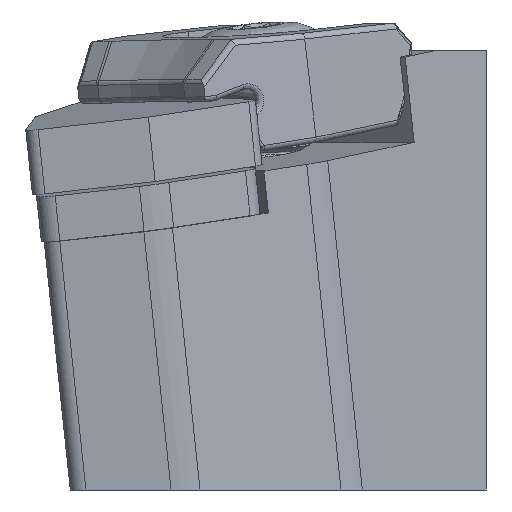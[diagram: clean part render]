
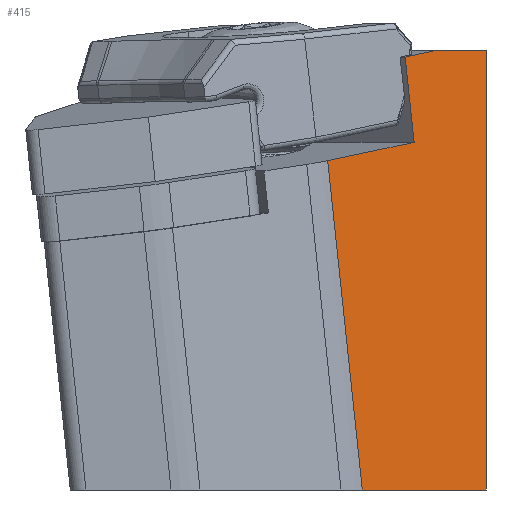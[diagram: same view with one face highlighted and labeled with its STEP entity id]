
A CAD part, left-side view. The second image highlights one B-rep face of the part: STEP entity #415.
In plain terms, the highlighted planar face has unit normal (-0.703, -0.711, 0).
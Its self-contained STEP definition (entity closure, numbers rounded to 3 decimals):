
#415=ADVANCED_FACE('',(#674),#595,.F.);
#595=PLANE('',#3350);
#674=FACE_OUTER_BOUND('',#849,.T.);
#849=EDGE_LOOP('',(#1581,#1582,#1583,#1584,#1585,#1586,#1587));
#1037=LINE('',#4468,#1274);
#1056=LINE('',#4587,#1293);
#1076=LINE('',#4635,#1313);
#1077=LINE('',#4637,#1314);
#1078=LINE('',#4638,#1315);
#1079=LINE('',#4640,#1316);
#1080=LINE('',#4642,#1317);
#1274=VECTOR('',#3633,1.);
#1293=VECTOR('',#3662,1.);
#1313=VECTOR('',#3702,1.);
#1314=VECTOR('',#3705,1.);
#1315=VECTOR('',#3706,1.);
#1316=VECTOR('',#3707,1.);
#1317=VECTOR('',#3708,1.);
#1581=ORIENTED_EDGE('',*,*,#2809,.F.);
#1582=ORIENTED_EDGE('',*,*,#2835,.F.);
#1583=ORIENTED_EDGE('',*,*,#2834,.F.);
#1584=ORIENTED_EDGE('',*,*,#2836,.F.);
#1585=ORIENTED_EDGE('',*,*,#2837,.F.);
#1586=ORIENTED_EDGE('',*,*,#2838,.F.);
#1587=ORIENTED_EDGE('',*,*,#2782,.F.);
#2477=VERTEX_POINT('',#4467);
#2478=VERTEX_POINT('',#4469);
#2501=VERTEX_POINT('',#4586);
#2518=VERTEX_POINT('',#4632);
#2519=VERTEX_POINT('',#4634);
#2520=VERTEX_POINT('',#4639);
#2521=VERTEX_POINT('',#4641);
#2782=EDGE_CURVE('',#2477,#2478,#1037,.T.);
#2809=EDGE_CURVE('',#2501,#2477,#1056,.T.);
#2834=EDGE_CURVE('',#2519,#2518,#1076,.T.);
#2835=EDGE_CURVE('',#2518,#2501,#1077,.T.);
#2836=EDGE_CURVE('',#2520,#2519,#1078,.T.);
#2837=EDGE_CURVE('',#2521,#2520,#1079,.T.);
#2838=EDGE_CURVE('',#2478,#2521,#1080,.T.);
#3350=AXIS2_PLACEMENT_3D('',#4643,#3709,#3710);
#3633=DIRECTION('',(0.703,-0.696,0.147));
#3662=DIRECTION('',(-0.105,0.104,0.989));
#3702=DIRECTION('',(-0.105,0.104,0.989));
#3705=DIRECTION('',(0.703,-0.696,0.147));
#3706=DIRECTION('',(-0.711,0.703,0.));
#3707=DIRECTION('',(-0.001,0.,-1.));
#3708=DIRECTION('',(0.711,-0.703,0.));
#3709=DIRECTION('',(0.703,0.711,0.));
#3710=DIRECTION('',(0.711,-0.703,0.));
#4467=CARTESIAN_POINT('',(12.783,-26.364,5.079));
#4468=CARTESIAN_POINT('',(6.71,-20.357,3.806));
#4469=CARTESIAN_POINT('',(14.793,-28.351,5.5));
#4586=CARTESIAN_POINT('',(13.409,-26.986,-0.847));
#4587=CARTESIAN_POINT('',(16.521,-30.081,-30.291));
#4632=CARTESIAN_POINT('',(7.336,-20.98,-2.12));
#4634=CARTESIAN_POINT('',(9.754,-23.385,-25.));
#4635=CARTESIAN_POINT('',(10.448,-24.074,-31.564));
#4637=CARTESIAN_POINT('',(7.336,-20.98,-2.12));
#4638=CARTESIAN_POINT('',(10.449,-24.073,-25.));
#4639=CARTESIAN_POINT('',(18.464,-32.,-25.));
#4640=CARTESIAN_POINT('',(18.46,-32.,-31.568));
#4641=CARTESIAN_POINT('',(18.481,-32.,5.5));
#4642=CARTESIAN_POINT('',(10.458,-24.064,5.5));
#4643=CARTESIAN_POINT('',(10.448,-24.074,-31.564));
